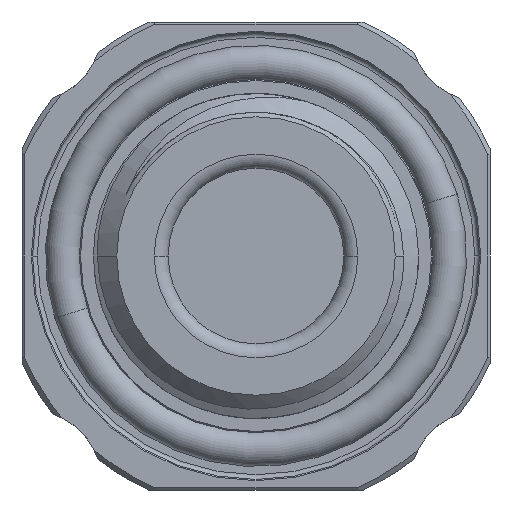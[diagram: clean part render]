
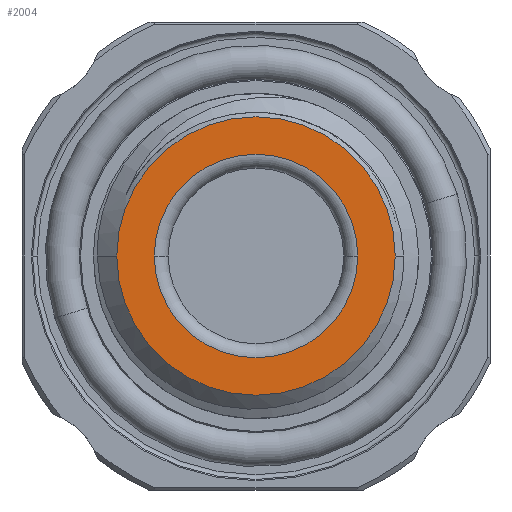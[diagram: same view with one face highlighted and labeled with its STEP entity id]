
A CAD part, front view. The second image highlights one B-rep face of the part: STEP entity #2004.
In plain terms, the highlighted planar face has unit normal (0, -1, 0).
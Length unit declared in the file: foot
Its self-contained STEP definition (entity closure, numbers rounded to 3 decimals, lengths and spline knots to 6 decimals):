
#147 = DIRECTION ( 'NONE',  ( 0., 1., 0. ) ) ;
#290 = CARTESIAN_POINT ( 'NONE',  ( -0.019521, 0., 0. ) ) ;
#301 = CARTESIAN_POINT ( 'NONE',  ( -0.019521, 0., 0. ) ) ;
#906 = EDGE_LOOP ( 'NONE', ( #9097, #4788 ) ) ;
#1054 = DIRECTION ( 'NONE',  ( 0., 1., 0. ) ) ;
#1135 = ORIENTED_EDGE ( 'NONE', *, *, #2732, .T. ) ;
#1811 = FACE_OUTER_BOUND ( 'NONE', #906, .T. ) ;
#1998 = CIRCLE ( 'NONE', #2587, 0.014272 ) ;
#2004 = ADVANCED_FACE ( 'NONE', ( #6132, #1811 ), #6224, .T. ) ;
#2123 = EDGE_LOOP ( 'NONE', ( #1135, #6097 ) ) ;
#2350 = DIRECTION ( 'NONE',  ( -1., 0., 0. ) ) ;
#2396 = VERTEX_POINT ( 'NONE', #8514 ) ;
#2549 = AXIS2_PLACEMENT_3D ( 'NONE', #3323, #4644, #8216 ) ;
#2571 = DIRECTION ( 'NONE',  ( 1., 0., 0. ) ) ;
#2587 = AXIS2_PLACEMENT_3D ( 'NONE', #6753, #5258, #3782 ) ;
#2622 = EDGE_CURVE ( 'NONE', #7053, #2396, #3190, .T. ) ;
#2732 = EDGE_CURVE ( 'NONE', #2396, #7053, #1998, .T. ) ;
#2841 = CARTESIAN_POINT ( 'NONE',  ( 0., 0., 0. ) ) ;
#3016 = CARTESIAN_POINT ( 'NONE',  ( 0.019521, 0., 0. ) ) ;
#3190 = CIRCLE ( 'NONE', #3347, 0.014272 ) ;
#3323 = CARTESIAN_POINT ( 'NONE',  ( 0., 0., 0. ) ) ;
#3347 = AXIS2_PLACEMENT_3D ( 'NONE', #2841, #147, #5027 ) ;
#3782 = DIRECTION ( 'NONE',  ( -1., 0., 0. ) ) ;
#3791 = VERTEX_POINT ( 'NONE', #3016 ) ;
#4644 = DIRECTION ( 'NONE',  ( 0., 1., 0. ) ) ;
#4788 = ORIENTED_EDGE ( 'NONE', *, *, #6713, .F. ) ;
#4877 = AXIS2_PLACEMENT_3D ( 'NONE', #301, #9022, #2571 ) ;
#5027 = DIRECTION ( 'NONE',  ( -1., 0., 0. ) ) ;
#5258 = DIRECTION ( 'NONE',  ( 0., 1., 0. ) ) ;
#5413 = VERTEX_POINT ( 'NONE', #290 ) ;
#6097 = ORIENTED_EDGE ( 'NONE', *, *, #2622, .T. ) ;
#6132 = FACE_BOUND ( 'NONE', #2123, .T. ) ;
#6224 = PLANE ( 'NONE',  #4877 ) ;
#6713 = EDGE_CURVE ( 'NONE', #3791, #5413, #7088, .T. ) ;
#6753 = CARTESIAN_POINT ( 'NONE',  ( 0., 0., 0. ) ) ;
#7053 = VERTEX_POINT ( 'NONE', #8496 ) ;
#7088 = CIRCLE ( 'NONE', #2549, 0.019521 ) ;
#7150 = CIRCLE ( 'NONE', #9240, 0.019521 ) ;
#7542 = CARTESIAN_POINT ( 'NONE',  ( 0., 0., 0. ) ) ;
#8216 = DIRECTION ( 'NONE',  ( -1., 0., 0. ) ) ;
#8496 = CARTESIAN_POINT ( 'NONE',  ( 0.014272, 0., 0. ) ) ;
#8514 = CARTESIAN_POINT ( 'NONE',  ( -0.014272, 0., 0. ) ) ;
#8889 = EDGE_CURVE ( 'NONE', #5413, #3791, #7150, .T. ) ;
#9022 = DIRECTION ( 'NONE',  ( 0., -1., 0. ) ) ;
#9097 = ORIENTED_EDGE ( 'NONE', *, *, #8889, .F. ) ;
#9240 = AXIS2_PLACEMENT_3D ( 'NONE', #7542, #1054, #2350 ) ;
